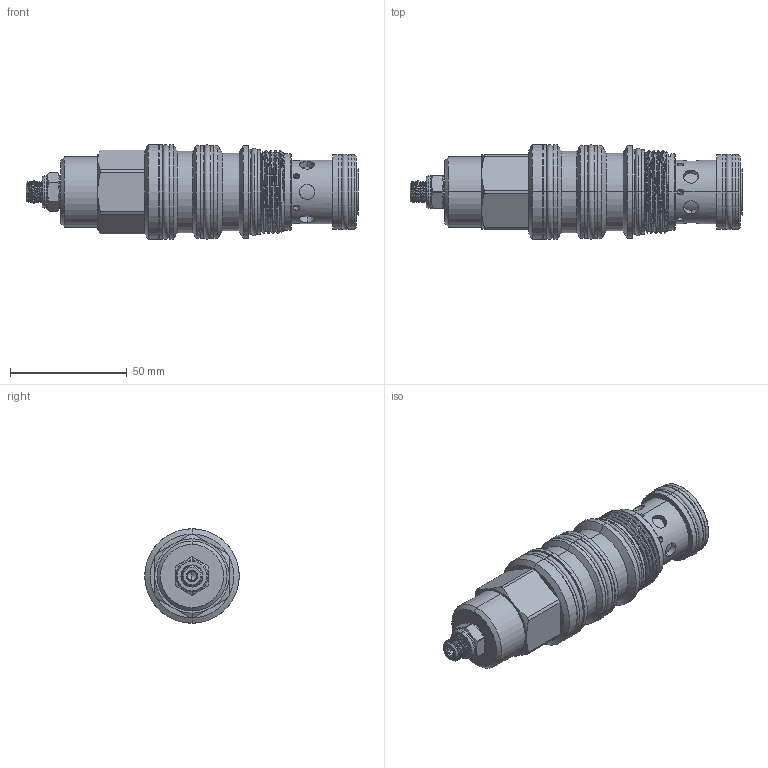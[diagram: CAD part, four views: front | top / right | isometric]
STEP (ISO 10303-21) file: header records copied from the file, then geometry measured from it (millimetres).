
FILE_DESCRIPTION (( 'STEP AP203' ), '1' );
FILE_NAME ('CW23A4B(4E)-L.STEP', '2016-05-19T03:14:21', ( '' ), ( '' ), 'SwSTEP 2.0', 'SolidWorks 2012', '' );
FILE_SCHEMA (( 'CONFIG_CONTROL_DESIGN' ));
Length unit declared in the file: millimetre
Products named in the file (1): CW23A4B(4E)-L
Bounding box: 142.04 x 40.46 x 40.46 mm (x, y, z)
Volume: 113643.6 mm3; surface area: 27410 mm2
Topology: 5 solids, 5 shells, 341 faces, 773 edges, 479 vertices
Faces by surface type: cylinder 173, plane 77, cone 46, torus 36, bspline 9
Entity records: 15202 total; most frequent: CARTESIAN_POINT 7635, DIRECTION 1595, ORIENTED_EDGE 1542, EDGE_CURVE 771, AXIS2_PLACEMENT_3D 671, VERTEX_POINT 479, EDGE_LOOP 386, FACE_OUTER_BOUND 341
